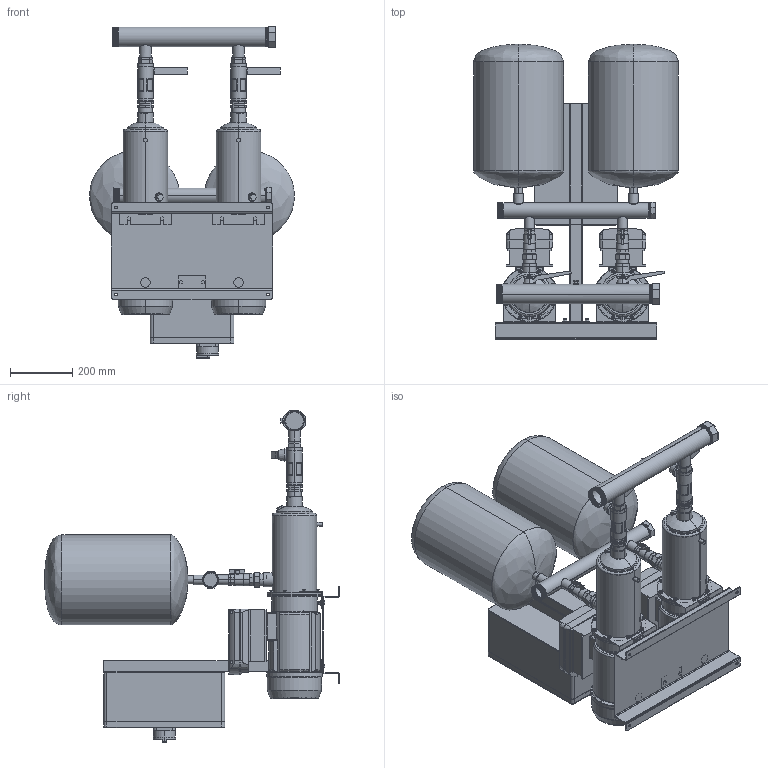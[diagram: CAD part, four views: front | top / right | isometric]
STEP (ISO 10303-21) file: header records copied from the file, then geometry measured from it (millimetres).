
FILE_DESCRIPTION (( 'STEP AP214' ), '1' );
FILE_NAME ('2EH_9-8_TE_ZB00064934.STEP', '2022-07-17T15:36:33', ( '' ), ( '' ), 'SwSTEP 2.0', 'SolidWorks 2020', '' );
FILE_SCHEMA (( 'AUTOMOTIVE_DESIGN' ));
Length unit declared in the file: millimetre
Products named in the file (1): 2EH_9-8_TE_ZB00064934
Bounding box: 660 x 950 x 1069.25 mm (x, y, z)
Volume: 71134468.3 mm3; surface area: 5073889.3 mm2
Topology: 46 solids, 47 shells, 1658 faces, 3998 edges, 2567 vertices
Faces by surface type: plane 864, cylinder 569, cone 126, torus 51, bspline 38, sphere 10
Entity records: 86057 total; most frequent: CARTESIAN_POINT 29124, ORIENTED_EDGE 7984, DIRECTION 7736, EDGE_CURVE 3992, AXIS2_PLACEMENT_3D 2729, VERTEX_POINT 2567, LINE 2278, VECTOR 2278
